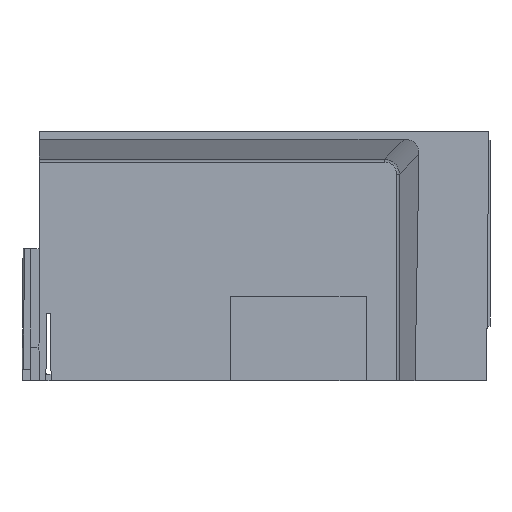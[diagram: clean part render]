
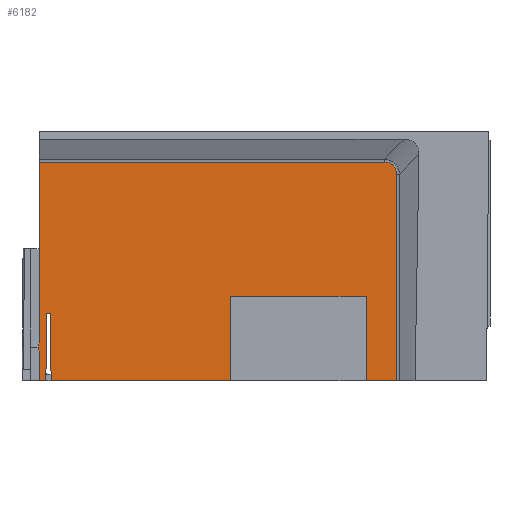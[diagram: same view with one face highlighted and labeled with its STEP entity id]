
A CAD part, left-side view. The second image highlights one B-rep face of the part: STEP entity #6182.
In plain terms, the highlighted planar face has unit normal (-1, 0, 0).
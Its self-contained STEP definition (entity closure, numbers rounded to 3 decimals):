
#144=DIRECTION('',(0.,1.,0.));
#145=VECTOR('',#144,1.81);
#146=CARTESIAN_POINT('',(-21.5,-1.985,0.));
#147=LINE('',#146,#145);
#158=DIRECTION('',(0.,1.,0.));
#159=VECTOR('',#158,52.885);
#160=CARTESIAN_POINT('',(-21.5,-56.4,0.));
#161=LINE('',#160,#159);
#186=DIRECTION('',(0.,1.,0.));
#187=VECTOR('',#186,8.929);
#188=CARTESIAN_POINT('',(-21.5,-105.329,0.));
#189=LINE('',#188,#187);
#1828=DIRECTION('',(0.,-0.017,-1.));
#1829=VECTOR('',#1828,8.696);
#1830=CARTESIAN_POINT('',(-21.5,-0.023,8.695));
#1831=LINE('',#1830,#1829);
#1835=DIRECTION('',(0.,-0.495,-0.869));
#1836=VECTOR('',#1835,0.639);
#1837=CARTESIAN_POINT('',(-21.5,0.293,9.25));
#1838=LINE('',#1837,#1836);
#1842=DIRECTION('',(0.,-0.009,-1.));
#1843=VECTOR('',#1842,0.75);
#1844=CARTESIAN_POINT('',(-21.5,0.3,10.));
#1845=LINE('',#1844,#1843);
#1849=DIRECTION('',(0.,0.009,-1.));
#1850=VECTOR('',#1849,0.75);
#1851=CARTESIAN_POINT('',(-21.5,0.293,10.75));
#1852=LINE('',#1851,#1850);
#1856=DIRECTION('',(0.,0.495,-0.869));
#1857=VECTOR('',#1856,0.593);
#1858=CARTESIAN_POINT('',(-21.5,0.,11.265));
#1859=LINE('',#1858,#1857);
#1863=DIRECTION('',(0.,0.,-1.));
#1864=VECTOR('',#1863,53.264);
#1865=CARTESIAN_POINT('',(-21.5,0.,64.529));
#1866=LINE('',#1865,#1864);
#1870=CARTESIAN_POINT('',(-21.5,-105.329,60.959));
#1871=CARTESIAN_POINT('',(-21.5,-105.329,
61.185));
#1872=CARTESIAN_POINT('',(-21.5,-105.305,61.611));
#1873=CARTESIAN_POINT('',(-21.5,-105.205,62.172));
#1874=CARTESIAN_POINT('',(-21.5,-105.049,62.659));
#1875=CARTESIAN_POINT('',(-21.5,-104.832,63.097));
#1876=CARTESIAN_POINT('',(-21.5,-104.556,63.479));
#1877=CARTESIAN_POINT('',(-21.5,-104.228,63.799));
#1878=CARTESIAN_POINT('',(-21.5,-103.842,64.064));
#1879=CARTESIAN_POINT('',(-21.5,-103.412,64.267));
#1880=CARTESIAN_POINT('',(-21.5,-102.933,64.414));
#1881=CARTESIAN_POINT('',(-21.5,-102.388,64.507));
#1882=CARTESIAN_POINT('',(-21.5,-101.977,64.529));
#1883=CARTESIAN_POINT('',(-21.5,-101.759,64.529));
#1888=DIRECTION('',(0.,0.,-1.));
#1889=VECTOR('',#1888,25.);
#1890=CARTESIAN_POINT('',(-21.5,-96.4,25.));
#1891=LINE('',#1890,#1889);
#1895=DIRECTION('',(0.,-0.009,-1.));
#1896=VECTOR('',#1895,20.001);
#1897=CARTESIAN_POINT('',(-21.5,-3.34,20.));
#1898=LINE('',#1897,#1896);
#1902=DIRECTION('',(0.,-1.,0.));
#1903=VECTOR('',#1902,1.181);
#1904=CARTESIAN_POINT('',(-21.5,-2.159,20.));
#1905=LINE('',#1904,#1903);
#1909=DIRECTION('',(0.,-0.009,1.));
#1910=VECTOR('',#1909,20.001);
#1911=CARTESIAN_POINT('',(-21.5,-1.985,0.));
#1912=LINE('',#1911,#1910);
#1986=DIRECTION('',(0.,-1.,0.));
#1987=VECTOR('',#1986,101.759);
#1988=CARTESIAN_POINT('',(-21.5,0.,64.529));
#1989=LINE('',#1988,#1987);
#2045=DIRECTION('',(0.,0.,-1.));
#2046=VECTOR('',#2045,60.959);
#2047=CARTESIAN_POINT('',(-21.5,-105.329,60.959));
#2048=LINE('',#2047,#2046);
#3533=DIRECTION('',(0.,0.,-1.));
#3534=VECTOR('',#3533,25.);
#3535=CARTESIAN_POINT('',(-21.5,-56.4,25.));
#3536=LINE('',#3535,#3534);
#3547=DIRECTION('',(0.,1.,0.));
#3548=VECTOR('',#3547,40.);
#3549=CARTESIAN_POINT('',(-21.5,-96.4,25.));
#3550=LINE('',#3549,#3548);
#4017=CARTESIAN_POINT('',(-21.5,-96.4,25.));
#4018=CARTESIAN_POINT('',(-21.5,-96.4,0.));
#4019=VERTEX_POINT('',#4017);
#4020=VERTEX_POINT('',#4018);
#4025=CARTESIAN_POINT('',(-21.5,-0.023,8.695));
#4026=CARTESIAN_POINT('',(-21.5,-0.175,0.));
#4027=VERTEX_POINT('',#4025);
#4028=VERTEX_POINT('',#4026);
#4029=CARTESIAN_POINT('',(-21.5,-1.985,0.));
#4030=VERTEX_POINT('',#4029);
#4031=CARTESIAN_POINT('',(-21.5,-2.159,20.));
#4032=VERTEX_POINT('',#4031);
#4033=CARTESIAN_POINT('',(-21.5,-3.34,20.));
#4034=VERTEX_POINT('',#4033);
#4035=CARTESIAN_POINT('',(-21.5,-3.515,0.));
#4036=VERTEX_POINT('',#4035);
#4037=CARTESIAN_POINT('',(-21.5,-56.4,0.));
#4038=VERTEX_POINT('',#4037);
#4039=CARTESIAN_POINT('',(-21.5,-56.4,25.));
#4040=VERTEX_POINT('',#4039);
#4041=CARTESIAN_POINT('',(-21.5,-105.329,0.));
#4042=VERTEX_POINT('',#4041);
#4043=CARTESIAN_POINT('',(-21.5,-105.329,60.959));
#4044=VERTEX_POINT('',#4043);
#4045=VERTEX_POINT('',#1883);
#4046=CARTESIAN_POINT('',(-21.5,0.,64.529));
#4047=VERTEX_POINT('',#4046);
#4048=CARTESIAN_POINT('',(-21.5,0.,11.265));
#4049=VERTEX_POINT('',#4048);
#4050=CARTESIAN_POINT('',(-21.5,0.293,10.75));
#4051=VERTEX_POINT('',#4050);
#4052=CARTESIAN_POINT('',(-21.5,0.3,10.));
#4053=VERTEX_POINT('',#4052);
#4054=CARTESIAN_POINT('',(-21.5,0.293,9.25));
#4055=VERTEX_POINT('',#4054);
#6145=CARTESIAN_POINT('',(-21.5,0.,0.));
#6146=DIRECTION('',(-1.,0.,0.));
#6147=DIRECTION('',(0.,-1.,0.));
#6148=AXIS2_PLACEMENT_3D('',#6145,#6146,#6147);
#6149=PLANE('',#6148);
#6150=ORIENTED_EDGE('',*,*,#6089,.F.);
#6152=ORIENTED_EDGE('',*,*,#6151,.F.);
#6154=ORIENTED_EDGE('',*,*,#6153,.F.);
#6156=ORIENTED_EDGE('',*,*,#6155,.F.);
#6158=ORIENTED_EDGE('',*,*,#6157,.F.);
#6159=ORIENTED_EDGE('',*,*,#6108,.F.);
#6161=ORIENTED_EDGE('',*,*,#6160,.T.);
#6163=ORIENTED_EDGE('',*,*,#6162,.F.);
#6165=ORIENTED_EDGE('',*,*,#6164,.T.);
#6166=ORIENTED_EDGE('',*,*,#4452,.T.);
#6168=ORIENTED_EDGE('',*,*,#6167,.F.);
#6170=ORIENTED_EDGE('',*,*,#6169,.T.);
#6172=ORIENTED_EDGE('',*,*,#6171,.T.);
#6173=ORIENTED_EDGE('',*,*,#4444,.T.);
#6175=ORIENTED_EDGE('',*,*,#6174,.F.);
#6177=ORIENTED_EDGE('',*,*,#6176,.F.);
#6178=ORIENTED_EDGE('',*,*,#5427,.F.);
#6179=ORIENTED_EDGE('',*,*,#4436,.T.);
#6180=EDGE_LOOP('',(#6150,#6152,#6154,#6156,#6158,#6159,#6161,#6163,#6165,#6166,
#6168,#6170,#6172,#6173,#6175,#6177,#6178,#6179));
#6181=FACE_OUTER_BOUND('',#6180,.F.);
#1884=B_SPLINE_CURVE_WITH_KNOTS('',3,(#1870,#1871,#1872,#1873,#1874,#1875,#1876,
#1877,#1878,#1879,#1880,#1881,#1882,#1883),.UNSPECIFIED.,.F.,.F.,(4,1,1,1,1,1,1,
1,1,1,1,4),(0.,0.091,0.182,0.273,
0.364,0.455,0.545,0.636,
0.727,0.818,0.909,1.),.UNSPECIFIED.);
#4436=EDGE_CURVE('',#4030,#4028,#147,.T.);
#4444=EDGE_CURVE('',#4038,#4036,#161,.T.);
#4452=EDGE_CURVE('',#4042,#4020,#189,.T.);
#5427=EDGE_CURVE('',#4030,#4032,#1912,.T.);
#6089=EDGE_CURVE('',#4027,#4028,#1831,.T.);
#6108=EDGE_CURVE('',#4047,#4049,#1866,.T.);
#6151=EDGE_CURVE('',#4055,#4027,#1838,.T.);
#6153=EDGE_CURVE('',#4053,#4055,#1845,.T.);
#6155=EDGE_CURVE('',#4051,#4053,#1852,.T.);
#6157=EDGE_CURVE('',#4049,#4051,#1859,.T.);
#6160=EDGE_CURVE('',#4047,#4045,#1989,.T.);
#6162=EDGE_CURVE('',#4044,#4045,#1884,.T.);
#6164=EDGE_CURVE('',#4044,#4042,#2048,.T.);
#6167=EDGE_CURVE('',#4019,#4020,#1891,.T.);
#6169=EDGE_CURVE('',#4019,#4040,#3550,.T.);
#6171=EDGE_CURVE('',#4040,#4038,#3536,.T.);
#6174=EDGE_CURVE('',#4034,#4036,#1898,.T.);
#6176=EDGE_CURVE('',#4032,#4034,#1905,.T.);
#6182=ADVANCED_FACE('',(#6181),#6149,.T.);
